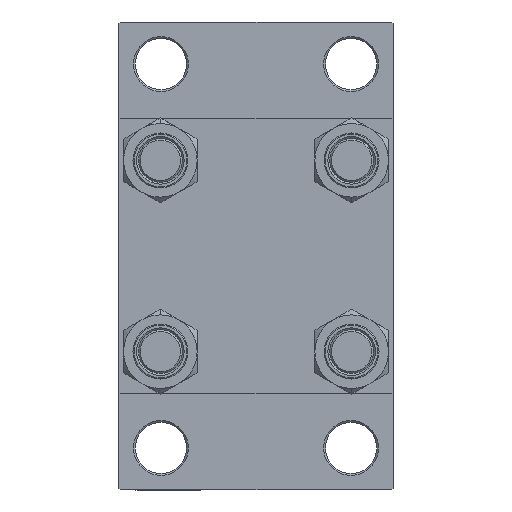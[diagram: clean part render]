
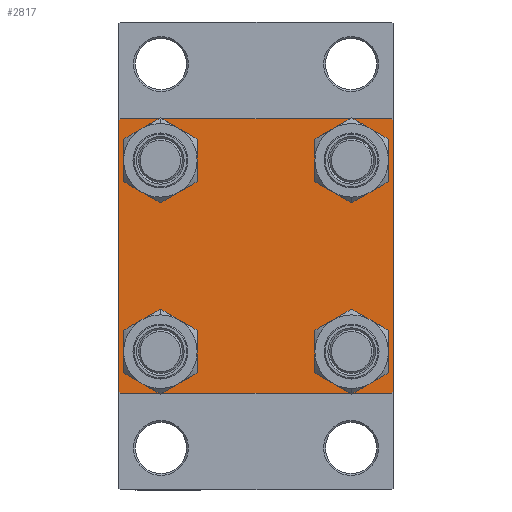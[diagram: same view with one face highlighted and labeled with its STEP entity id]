
A CAD part, left-side view. The second image highlights one B-rep face of the part: STEP entity #2817.
In plain terms, the highlighted planar face has unit normal (-1, 0, 0).
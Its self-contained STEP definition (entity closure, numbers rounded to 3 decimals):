
#329 = CIRCLE ( 'NONE', #26999, 6.5 ) ;
#1247 = CIRCLE ( 'NONE', #40102, 6.5 ) ;
#1277 = CARTESIAN_POINT ( 'NONE',  ( 0., 26.15, -19.65 ) ) ;
#1685 = LINE ( 'NONE', #34384, #24298 ) ;
#1725 = FACE_BOUND ( 'NONE', #18396, .T. ) ;
#2069 = DIRECTION ( 'NONE',  ( 0., 0., 1. ) ) ;
#2441 = EDGE_CURVE ( 'NONE', #46633, #28955, #32797, .T. ) ;
#2817 = ADVANCED_FACE ( 'NONE', ( #1725, #40891, #37997, #30380, #8184 ), #44943, .T. ) ;
#2893 = LINE ( 'NONE', #36059, #17487 ) ;
#3602 = DIRECTION ( 'NONE',  ( 0., -1., 0. ) ) ;
#3720 = EDGE_CURVE ( 'NONE', #28955, #46633, #36644, .T. ) ;
#3738 = CARTESIAN_POINT ( 'NONE',  ( 0., -37., 37.5 ) ) ;
#3749 = ORIENTED_EDGE ( 'NONE', *, *, #19549, .T. ) ;
#3956 = ORIENTED_EDGE ( 'NONE', *, *, #34467, .T. ) ;
#4001 = CIRCLE ( 'NONE', #10089, 6.5 ) ;
#4297 = EDGE_LOOP ( 'NONE', ( #21981, #3956, #24771, #4758, #33641, #13259, #40525, #37178 ) ) ;
#4334 = DIRECTION ( 'NONE',  ( 0., 0., 1. ) ) ;
#4346 = CARTESIAN_POINT ( 'NONE',  ( 0., 37.5, 37.5 ) ) ;
#4504 = CIRCLE ( 'NONE', #47197, 6.5 ) ;
#4606 = DIRECTION ( 'NONE',  ( -1., 0., 0. ) ) ;
#4637 = AXIS2_PLACEMENT_3D ( 'NONE', #43961, #32966, #10536 ) ;
#4758 = ORIENTED_EDGE ( 'NONE', *, *, #32325, .T. ) ;
#4762 = ORIENTED_EDGE ( 'NONE', *, *, #35554, .T. ) ;
#4926 = DIRECTION ( 'NONE',  ( 0., 0., -1. ) ) ;
#5622 = VERTEX_POINT ( 'NONE', #3738 ) ;
#5866 = CARTESIAN_POINT ( 'NONE',  ( 0., 37.25, -37.25 ) ) ;
#6122 = CARTESIAN_POINT ( 'NONE',  ( 0., 37., -37.5 ) ) ;
#6212 = AXIS2_PLACEMENT_3D ( 'NONE', #26008, #17904, #29352 ) ;
#6341 = DIRECTION ( 'NONE',  ( 0., -0.707, 0.707 ) ) ;
#6354 = EDGE_CURVE ( 'NONE', #18154, #39703, #26810, .T. ) ;
#6433 = VECTOR ( 'NONE', #6341, 1000. ) ;
#6642 = DIRECTION ( 'NONE',  ( 0., 0.707, 0.707 ) ) ;
#7274 = DIRECTION ( 'NONE',  ( 0., 0., 1. ) ) ;
#8184 = FACE_OUTER_BOUND ( 'NONE', #4297, .T. ) ;
#8237 = CARTESIAN_POINT ( 'NONE',  ( 0., 26.15, 19.65 ) ) ;
#8916 = VERTEX_POINT ( 'NONE', #15827 ) ;
#9683 = VERTEX_POINT ( 'NONE', #23099 ) ;
#10089 = AXIS2_PLACEMENT_3D ( 'NONE', #15324, #37263, #4334 ) ;
#10266 = CARTESIAN_POINT ( 'NONE',  ( 0., 37.25, 37.25 ) ) ;
#10536 = DIRECTION ( 'NONE',  ( 0., 0., 1. ) ) ;
#10631 = DIRECTION ( 'NONE',  ( 1., 0., 0. ) ) ;
#11086 = CIRCLE ( 'NONE', #37760, 6.5 ) ;
#11831 = EDGE_CURVE ( 'NONE', #13285, #9683, #4001, .T. ) ;
#11984 = EDGE_LOOP ( 'NONE', ( #3749, #33592 ) ) ;
#13259 = ORIENTED_EDGE ( 'NONE', *, *, #36316, .T. ) ;
#13285 = VERTEX_POINT ( 'NONE', #41605 ) ;
#13745 = AXIS2_PLACEMENT_3D ( 'NONE', #29016, #10631, #7274 ) ;
#14259 = ORIENTED_EDGE ( 'NONE', *, *, #2441, .T. ) ;
#15324 = CARTESIAN_POINT ( 'NONE',  ( 0., -26.15, 26.15 ) ) ;
#15827 = CARTESIAN_POINT ( 'NONE',  ( 0., -26.15, -19.65 ) ) ;
#16093 = DIRECTION ( 'NONE',  ( 0., 0., 1. ) ) ;
#16157 = LINE ( 'NONE', #27356, #17135 ) ;
#16250 = ORIENTED_EDGE ( 'NONE', *, *, #6354, .T. ) ;
#16776 = CARTESIAN_POINT ( 'NONE',  ( 0., 26.15, 32.65 ) ) ;
#17135 = VECTOR ( 'NONE', #4926, 1000. ) ;
#17214 = EDGE_CURVE ( 'NONE', #44502, #25409, #16157, .T. ) ;
#17487 = VECTOR ( 'NONE', #3602, 1000. ) ;
#17687 = CARTESIAN_POINT ( 'NONE',  ( 0., -37.5, 37. ) ) ;
#17904 = DIRECTION ( 'NONE',  ( 1., 0., 0. ) ) ;
#18080 = VERTEX_POINT ( 'NONE', #6122 ) ;
#18143 = DIRECTION ( 'NONE',  ( 0., 0.707, -0.707 ) ) ;
#18154 = VERTEX_POINT ( 'NONE', #1277 ) ;
#18396 = EDGE_LOOP ( 'NONE', ( #18813, #35962 ) ) ;
#18813 = ORIENTED_EDGE ( 'NONE', *, *, #11831, .T. ) ;
#19178 = DIRECTION ( 'NONE',  ( 0., 0., 1. ) ) ;
#19424 = DIRECTION ( 'NONE',  ( 1., 0., 0. ) ) ;
#19549 = EDGE_CURVE ( 'NONE', #8916, #31726, #11086, .T. ) ;
#20069 = CARTESIAN_POINT ( 'NONE',  ( 0., 37., 37.5 ) ) ;
#20222 = CARTESIAN_POINT ( 'NONE',  ( 0., -26.15, 26.15 ) ) ;
#21981 = ORIENTED_EDGE ( 'NONE', *, *, #26167, .T. ) ;
#22600 = CARTESIAN_POINT ( 'NONE',  ( 0., 37.5, -37. ) ) ;
#23099 = CARTESIAN_POINT ( 'NONE',  ( 0., -26.15, 19.65 ) ) ;
#23235 = CARTESIAN_POINT ( 'NONE',  ( 0., -37., -37.5 ) ) ;
#23236 = EDGE_CURVE ( 'NONE', #30301, #25422, #24594, .T. ) ;
#23477 = CARTESIAN_POINT ( 'NONE',  ( 0., -26.15, -26.15 ) ) ;
#24019 = DIRECTION ( 'NONE',  ( 0., -0.707, -0.707 ) ) ;
#24075 = CARTESIAN_POINT ( 'NONE',  ( 0., 26.15, -32.65 ) ) ;
#24179 = DIRECTION ( 'NONE',  ( 1., 0., 0. ) ) ;
#24298 = VECTOR ( 'NONE', #38668, 1000. ) ;
#24594 = LINE ( 'NONE', #10266, #46189 ) ;
#24771 = ORIENTED_EDGE ( 'NONE', *, *, #47071, .T. ) ;
#24786 = LINE ( 'NONE', #31947, #26384 ) ;
#24841 = CARTESIAN_POINT ( 'NONE',  ( 0., -37.5, -37. ) ) ;
#25409 = VERTEX_POINT ( 'NONE', #24841 ) ;
#25422 = VERTEX_POINT ( 'NONE', #32005 ) ;
#25903 = DIRECTION ( 'NONE',  ( 1., 0., 0. ) ) ;
#26008 = CARTESIAN_POINT ( 'NONE',  ( 0., 26.15, -26.15 ) ) ;
#26141 = CARTESIAN_POINT ( 'NONE',  ( 0., 26.15, -26.15 ) ) ;
#26167 = EDGE_CURVE ( 'NONE', #25422, #42690, #40864, .T. ) ;
#26194 = VECTOR ( 'NONE', #29412, 1000. ) ;
#26384 = VECTOR ( 'NONE', #6642, 1000. ) ;
#26810 = CIRCLE ( 'NONE', #6212, 6.5 ) ;
#26999 = AXIS2_PLACEMENT_3D ( 'NONE', #23477, #24179, #16093 ) ;
#27356 = CARTESIAN_POINT ( 'NONE',  ( 0., -37.5, 37.5 ) ) ;
#28708 = EDGE_CURVE ( 'NONE', #31726, #8916, #329, .T. ) ;
#28930 = EDGE_LOOP ( 'NONE', ( #41498, #14259 ) ) ;
#28955 = VERTEX_POINT ( 'NONE', #16776 ) ;
#29016 = CARTESIAN_POINT ( 'NONE',  ( 0., 26.15, 26.15 ) ) ;
#29352 = DIRECTION ( 'NONE',  ( 0., 0., 1. ) ) ;
#29412 = DIRECTION ( 'NONE',  ( 0., 0., -1. ) ) ;
#30301 = VERTEX_POINT ( 'NONE', #20069 ) ;
#30380 = FACE_BOUND ( 'NONE', #28930, .T. ) ;
#31407 = LINE ( 'NONE', #5866, #35459 ) ;
#31726 = VERTEX_POINT ( 'NONE', #43235 ) ;
#31883 = DIRECTION ( 'NONE',  ( 1., 0., 0. ) ) ;
#31947 = CARTESIAN_POINT ( 'NONE',  ( 0., -37.25, 37.25 ) ) ;
#32005 = CARTESIAN_POINT ( 'NONE',  ( 0., 37.5, 37. ) ) ;
#32325 = EDGE_CURVE ( 'NONE', #37831, #25409, #32353, .T. ) ;
#32353 = LINE ( 'NONE', #43117, #6433 ) ;
#32797 = CIRCLE ( 'NONE', #13745, 6.5 ) ;
#32966 = DIRECTION ( 'NONE',  ( 1., 0., 0. ) ) ;
#33173 = EDGE_LOOP ( 'NONE', ( #16250, #4762 ) ) ;
#33303 = DIRECTION ( 'NONE',  ( 0., 0., 1. ) ) ;
#33592 = ORIENTED_EDGE ( 'NONE', *, *, #28708, .T. ) ;
#33641 = ORIENTED_EDGE ( 'NONE', *, *, #17214, .F. ) ;
#34384 = CARTESIAN_POINT ( 'NONE',  ( 0., 37.5, 37.5 ) ) ;
#34467 = EDGE_CURVE ( 'NONE', #42690, #18080, #31407, .T. ) ;
#35459 = VECTOR ( 'NONE', #24019, 1000. ) ;
#35554 = EDGE_CURVE ( 'NONE', #39703, #18154, #1247, .T. ) ;
#35962 = ORIENTED_EDGE ( 'NONE', *, *, #46429, .T. ) ;
#36059 = CARTESIAN_POINT ( 'NONE',  ( 0., 37.5, -37.5 ) ) ;
#36316 = EDGE_CURVE ( 'NONE', #44502, #5622, #24786, .T. ) ;
#36644 = CIRCLE ( 'NONE', #4637, 6.5 ) ;
#37178 = ORIENTED_EDGE ( 'NONE', *, *, #23236, .T. ) ;
#37263 = DIRECTION ( 'NONE',  ( 1., 0., 0. ) ) ;
#37300 = CARTESIAN_POINT ( 'NONE',  ( 0., 0., 0. ) ) ;
#37760 = AXIS2_PLACEMENT_3D ( 'NONE', #45441, #19424, #38019 ) ;
#37831 = VERTEX_POINT ( 'NONE', #23235 ) ;
#37997 = FACE_BOUND ( 'NONE', #33173, .T. ) ;
#38019 = DIRECTION ( 'NONE',  ( 0., 0., 1. ) ) ;
#38668 = DIRECTION ( 'NONE',  ( 0., -1., 0. ) ) ;
#38910 = AXIS2_PLACEMENT_3D ( 'NONE', #37300, #4606, #19178 ) ;
#39703 = VERTEX_POINT ( 'NONE', #24075 ) ;
#40102 = AXIS2_PLACEMENT_3D ( 'NONE', #26141, #25903, #33303 ) ;
#40525 = ORIENTED_EDGE ( 'NONE', *, *, #42194, .F. ) ;
#40864 = LINE ( 'NONE', #4346, #26194 ) ;
#40891 = FACE_BOUND ( 'NONE', #11984, .T. ) ;
#41498 = ORIENTED_EDGE ( 'NONE', *, *, #3720, .T. ) ;
#41605 = CARTESIAN_POINT ( 'NONE',  ( 0., -26.15, 32.65 ) ) ;
#42194 = EDGE_CURVE ( 'NONE', #30301, #5622, #1685, .T. ) ;
#42690 = VERTEX_POINT ( 'NONE', #22600 ) ;
#43117 = CARTESIAN_POINT ( 'NONE',  ( 0., -37.25, -37.25 ) ) ;
#43235 = CARTESIAN_POINT ( 'NONE',  ( 0., -26.15, -32.65 ) ) ;
#43961 = CARTESIAN_POINT ( 'NONE',  ( 0., 26.15, 26.15 ) ) ;
#44502 = VERTEX_POINT ( 'NONE', #17687 ) ;
#44943 = PLANE ( 'NONE',  #38910 ) ;
#45441 = CARTESIAN_POINT ( 'NONE',  ( 0., -26.15, -26.15 ) ) ;
#46189 = VECTOR ( 'NONE', #18143, 1000. ) ;
#46429 = EDGE_CURVE ( 'NONE', #9683, #13285, #4504, .T. ) ;
#46633 = VERTEX_POINT ( 'NONE', #8237 ) ;
#47071 = EDGE_CURVE ( 'NONE', #18080, #37831, #2893, .T. ) ;
#47197 = AXIS2_PLACEMENT_3D ( 'NONE', #20222, #31883, #2069 ) ;
